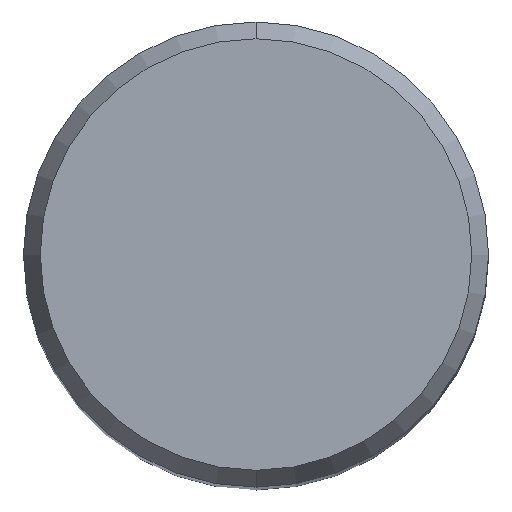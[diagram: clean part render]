
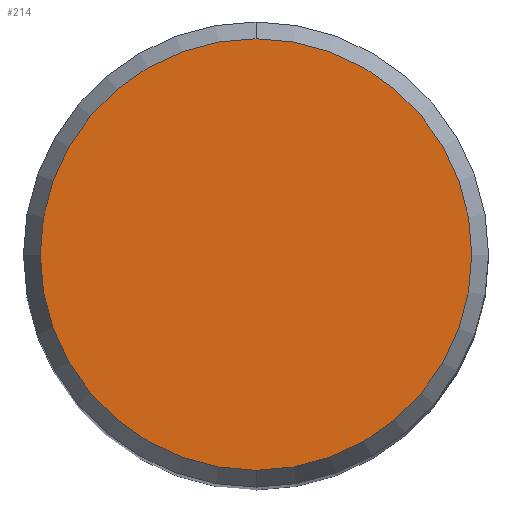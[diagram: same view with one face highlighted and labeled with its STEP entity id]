
A CAD part, top view. The second image highlights one B-rep face of the part: STEP entity #214.
In plain terms, the highlighted planar face has unit normal (0, 0, 1).
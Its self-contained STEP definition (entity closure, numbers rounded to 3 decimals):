
#144=EDGE_CURVE('',#176,#160,#291,.T.);
#160=VERTEX_POINT('',#308);
#176=VERTEX_POINT('',#325);
#204=EDGE_CURVE('',#160,#176,#360,.T.);
#214=ADVANCED_FACE('',(#371),#372,.T.);
#291=CIRCLE('',#461,5.892);
#308=CARTESIAN_POINT('',(0.,-5.892,0.01));
#325=CARTESIAN_POINT('',(0.0,5.892,0.01));
#360=CIRCLE('',#546,5.892);
#371=FACE_OUTER_BOUND('',#556,.T.);
#372=PLANE('',#557);
#461=AXIS2_PLACEMENT_3D('',#632,#633,#634);
#546=AXIS2_PLACEMENT_3D('',#724,#725,#726);
#556=EDGE_LOOP('',(#735,#736));
#557=AXIS2_PLACEMENT_3D('',#737,#738,#739);
#632=CARTESIAN_POINT('',(0.0,0.0,0.01));
#633=DIRECTION('',(0.0,0.0,-1.0));
#634=DIRECTION('',(0.0,1.0,0.0));
#724=CARTESIAN_POINT('',(0.0,0.0,0.01));
#725=DIRECTION('',(0.0,0.0,-1.0));
#726=DIRECTION('',(0.0,1.0,0.0));
#735=ORIENTED_EDGE('',*,*,#144,.F.);
#736=ORIENTED_EDGE('',*,*,#204,.F.);
#737=CARTESIAN_POINT('',(0.0,2.946,0.01));
#738=DIRECTION('',(-0.0,0.0,1.0));
#739=DIRECTION('',(0.0,-1.0,0.0));
